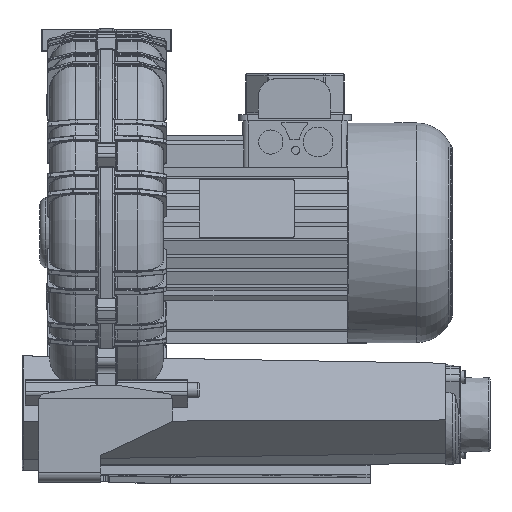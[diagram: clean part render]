
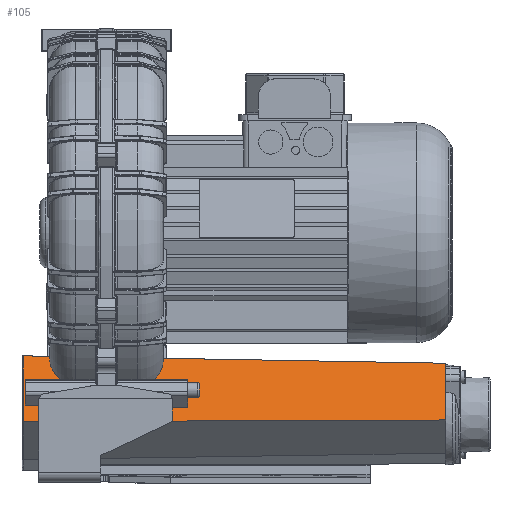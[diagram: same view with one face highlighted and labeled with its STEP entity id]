
A CAD part, front view. The second image highlights one B-rep face of the part: STEP entity #105.
In plain terms, the highlighted planar face has unit normal (0.018, -0.918, 0.396).
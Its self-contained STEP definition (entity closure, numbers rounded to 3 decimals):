
#105 = ADVANCED_FACE( '', ( #5273 ), #5274, .F. );
#5273 = FACE_OUTER_BOUND( '', #16123, .T. );
#5274 = PLANE( '', #16124 );
#16123 = EDGE_LOOP( '', ( #91582, #91583, #91584, #91585, #91586, #91587, #91588, #91589, #91590, #91591, #91592, #91593, #91594, #91595, #91596, #91597 ) );
#16124 = AXIS2_PLACEMENT_3D( '', #91598, #91599, #91600 );
#91582 = ORIENTED_EDGE( '', *, *, #129681, .F. );
#91583 = ORIENTED_EDGE( '', *, *, #129682, .T. );
#91584 = ORIENTED_EDGE( '', *, *, #129683, .F. );
#91585 = ORIENTED_EDGE( '', *, *, #129684, .F. );
#91586 = ORIENTED_EDGE( '', *, *, #129685, .F. );
#91587 = ORIENTED_EDGE( '', *, *, #129686, .T. );
#91588 = ORIENTED_EDGE( '', *, *, #129665, .F. );
#91589 = ORIENTED_EDGE( '', *, *, #129661, .F. );
#91590 = ORIENTED_EDGE( '', *, *, #129671, .F. );
#91591 = ORIENTED_EDGE( '', *, *, #129687, .T. );
#91592 = ORIENTED_EDGE( '', *, *, #129688, .T. );
#91593 = ORIENTED_EDGE( '', *, *, #129689, .F. );
#91594 = ORIENTED_EDGE( '', *, *, #129690, .F. );
#91595 = ORIENTED_EDGE( '', *, *, #129691, .F. );
#91596 = ORIENTED_EDGE( '', *, *, #129692, .F. );
#91597 = ORIENTED_EDGE( '', *, *, #129693, .T. );
#91598 = CARTESIAN_POINT( '', ( 124.647, -95.192, -100.909 ) );
#91599 = DIRECTION( '', ( -0.017, 0.918, -0.396 ) );
#91600 = DIRECTION( '', ( -0.999, 0., 0.044 ) );
#129661 = EDGE_CURVE( '', #142718, #142719, #142720, .T. );
#129665 = EDGE_CURVE( '', #142719, #142725, #142726, .T. );
#129671 = EDGE_CURVE( '', #142734, #142718, #142736, .T. );
#129681 = EDGE_CURVE( '', #142754, #142755, #142756, .T. );
#129682 = EDGE_CURVE( '', #142754, #142757, #142758, .T. );
#129683 = EDGE_CURVE( '', #142759, #142757, #142760, .F. );
#129684 = EDGE_CURVE( '', #142761, #142759, #142762, .F. );
#129685 = EDGE_CURVE( '', #142763, #142761, #142764, .F. );
#129686 = EDGE_CURVE( '', #142763, #142725, #142765, .T. );
#129687 = EDGE_CURVE( '', #142734, #142766, #142767, .T. );
#129688 = EDGE_CURVE( '', #142766, #142768, #142769, .T. );
#129689 = EDGE_CURVE( '', #142770, #142768, #142771, .F. );
#129690 = EDGE_CURVE( '', #142772, #142770, #142773, .T. );
#129691 = EDGE_CURVE( '', #142774, #142772, #142775, .T. );
#129692 = EDGE_CURVE( '', #142776, #142774, #142777, .F. );
#129693 = EDGE_CURVE( '', #142776, #142755, #142778, .T. );
#142718 = VERTEX_POINT( '', #163911 );
#142719 = VERTEX_POINT( '', #163912 );
#142720 = B_SPLINE_CURVE_WITH_KNOTS( '', 3, ( #163913, #163914, #163915, #163916, #163917, #163918, #163919, #163920, #163921, #163922, #163923, #163924, #163925, #163926 ), .UNSPECIFIED., .F., .F., ( 4, 2, 2, 2, 2, 2, 4 ), ( 0., 0.005, 0.007, 0.009, 0.014, 0.017, 0.019 ), .UNSPECIFIED. );
#142725 = VERTEX_POINT( '', #163948 );
#142726 = LINE( '', #163949, #163950 );
#142734 = VERTEX_POINT( '', #163961 );
#142736 = LINE( '', #163964, #163965 );
#142754 = VERTEX_POINT( '', #164004 );
#142755 = VERTEX_POINT( '', #164005 );
#142756 = LINE( '', #164006, #164007 );
#142757 = VERTEX_POINT( '', #164008 );
#142758 = LINE( '', #164009, #164010 );
#142759 = VERTEX_POINT( '', #164011 );
#142760 = LINE( '', #164012, #164013 );
#142761 = VERTEX_POINT( '', #164014 );
#142762 = LINE( '', #164015, #164016 );
#142763 = VERTEX_POINT( '', #164017 );
#142764 = LINE( '', #164018, #164019 );
#142765 = LINE( '', #164020, #164021 );
#142766 = VERTEX_POINT( '', #164022 );
#142767 = LINE( '', #164023, #164024 );
#142768 = VERTEX_POINT( '', #164025 );
#142769 = LINE( '', #164026, #164027 );
#142770 = VERTEX_POINT( '', #164028 );
#142771 = LINE( '', #164029, #164030 );
#142772 = VERTEX_POINT( '', #164031 );
#142773 = LINE( '', #164032, #164033 );
#142774 = VERTEX_POINT( '', #164034 );
#142775 = B_SPLINE_CURVE_WITH_KNOTS( '', 3, ( #164035, #164036, #164037, #164038, #164039, #164040, #164041, #164042, #164043, #164044, #164045, #164046, #164047, #164048 ), .UNSPECIFIED., .F., .F., ( 4, 2, 2, 2, 2, 2, 4 ), ( 0.134, 0.14, 0.142, 0.145, 0.15, 0.153, 0.155 ), .UNSPECIFIED. );
#142776 = VERTEX_POINT( '', #164049 );
#142777 = LINE( '', #164050, #164051 );
#142778 = LINE( '', #164052, #164053 );
#163911 = CARTESIAN_POINT( '', ( 91.031, -102.975, -117.495 ) );
#163912 = CARTESIAN_POINT( '', ( 98.581, -96.166, -102.02 ) );
#163913 = CARTESIAN_POINT( '', ( 91.031, -102.975, -117.495 ) );
#163914 = CARTESIAN_POINT( '', ( 92.246, -102.541, -116.54 ) );
#163915 = CARTESIAN_POINT( '', ( 93.317, -102.062, -115.477 ) );
#163916 = CARTESIAN_POINT( '', ( 94.723, -101.283, -113.729 ) );
#163917 = CARTESIAN_POINT( '', ( 95.158, -101.012, -113.121 ) );
#163918 = CARTESIAN_POINT( '', ( 95.96, -100.451, -111.852 ) );
#163919 = CARTESIAN_POINT( '', ( 96.32, -100.163, -111.201 ) );
#163920 = CARTESIAN_POINT( '', ( 97.281, -99.287, -109.209 ) );
#163921 = CARTESIAN_POINT( '', ( 97.764, -98.683, -107.826 ) );
#163922 = CARTESIAN_POINT( '', ( 98.254, -97.745, -105.672 ) );
#163923 = CARTESIAN_POINT( '', ( 98.377, -97.43, -104.945 ) );
#163924 = CARTESIAN_POINT( '', ( 98.54, -96.799, -103.489 ) );
#163925 = CARTESIAN_POINT( '', ( 98.581, -96.483, -102.756 ) );
#163926 = CARTESIAN_POINT( '', ( 98.581, -96.166, -102.02 ) );
#163948 = CARTESIAN_POINT( '', ( 98.581, -95.492, -100.454 ) );
#163949 = CARTESIAN_POINT( '', ( 98.581, -23.934, 65.683 ) );
#163950 = VECTOR( '', #221134, 1000. );
#163961 = CARTESIAN_POINT( '', ( 118.246, -102.45, -117.478 ) );
#163964 = CARTESIAN_POINT( '', ( 53.286, -103.702, -117.518 ) );
#163965 = VECTOR( '', #221142, 1000. );
#164004 = CARTESIAN_POINT( '', ( -13.335, -119.453, -151.148 ) );
#164005 = CARTESIAN_POINT( '', ( -13.335, -96.777, -98.501 ) );
#164006 = CARTESIAN_POINT( '', ( -13.335, -59.7, -12.418 ) );
#164007 = VECTOR( '', #221158, 1000. );
#164008 = CARTESIAN_POINT( '', ( 324.647, -112.452, -149.806 ) );
#164009 = CARTESIAN_POINT( '', ( 125.288, -116.582, -150.598 ) );
#164010 = VECTOR( '', #221159, 1000. );
#164011 = CARTESIAN_POINT( '', ( 324.647, -99.304, -119.281 ) );
#164012 = CARTESIAN_POINT( '', ( 324.647, -40.428, 17.413 ) );
#164013 = VECTOR( '', #221160, 1000. );
#164014 = CARTESIAN_POINT( '', ( 324.647, -95.569, -110.609 ) );
#164015 = CARTESIAN_POINT( '', ( 324.647, -40.428, 17.413 ) );
#164016 = VECTOR( '', #221161, 1000. );
#164017 = CARTESIAN_POINT( '', ( 324.647, -92.895, -104.4 ) );
#164018 = CARTESIAN_POINT( '', ( 324.647, -40.428, 17.413 ) );
#164019 = VECTOR( '', #221162, 1000. );
#164020 = CARTESIAN_POINT( '', ( 124.647, -95.192, -100.909 ) );
#164021 = VECTOR( '', #221163, 1000. );
#164022 = CARTESIAN_POINT( '', ( 118.246, -112., -139.649 ) );
#164023 = CARTESIAN_POINT( '', ( 118.246, -95.295, -100.865 ) );
#164024 = VECTOR( '', #221164, 1000. );
#164025 = CARTESIAN_POINT( '', ( -11.754, -113.686, -137.828 ) );
#164026 = CARTESIAN_POINT( '', ( 124.32, -111.921, -139.734 ) );
#164027 = VECTOR( '', #221165, 1000. );
#164028 = CARTESIAN_POINT( '', ( -11.754, -104.955, -117.557 ) );
#164029 = CARTESIAN_POINT( '', ( -11.754, -45.821, 19.736 ) );
#164030 = VECTOR( '', #221166, 1000. );
#164031 = CARTESIAN_POINT( '', ( 16.652, -104.408, -117.54 ) );
#164032 = CARTESIAN_POINT( '', ( 53.286, -103.702, -117.518 ) );
#164033 = VECTOR( '', #221167, 1000. );
#164034 = CARTESIAN_POINT( '', ( 7.815, -97.389, -100.854 ) );
#164035 = CARTESIAN_POINT( '', ( 7.815, -97.389, -100.854 ) );
#164036 = CARTESIAN_POINT( '', ( 7.815, -98.083, -102.466 ) );
#164037 = CARTESIAN_POINT( '', ( 8.007, -98.762, -104.049 ) );
#164038 = CARTESIAN_POINT( '', ( 8.577, -99.755, -106.382 ) );
#164039 = CARTESIAN_POINT( '', ( 8.814, -100.083, -107.153 ) );
#164040 = CARTESIAN_POINT( '', ( 9.389, -100.729, -108.679 ) );
#164041 = CARTESIAN_POINT( '', ( 9.722, -101.043, -109.421 ) );
#164042 = CARTESIAN_POINT( '', ( 10.848, -101.951, -111.579 ) );
#164043 = CARTESIAN_POINT( '', ( 11.771, -102.515, -112.93 ) );
#164044 = CARTESIAN_POINT( '', ( 13.433, -103.296, -114.816 ) );
#164045 = CARTESIAN_POINT( '', ( 14.025, -103.541, -115.411 ) );
#164046 = CARTESIAN_POINT( '', ( 15.283, -103.998, -116.529 ) );
#164047 = CARTESIAN_POINT( '', ( 15.948, -104.211, -117.053 ) );
#164048 = CARTESIAN_POINT( '', ( 16.652, -104.408, -117.54 ) );
#164049 = CARTESIAN_POINT( '', ( 7.815, -96.534, -98.87 ) );
#164050 = CARTESIAN_POINT( '', ( 7.815, -23.568, 70.538 ) );
#164051 = VECTOR( '', #221168, 1000. );
#164052 = CARTESIAN_POINT( '', ( 124.647, -95.192, -100.909 ) );
#164053 = VECTOR( '', #221169, 1000. );
#221134 = DIRECTION( '', ( 0., 0.396, 0.918 ) );
#221142 = DIRECTION( '', ( -1., -0.019, -0.001 ) );
#221158 = DIRECTION( '', ( 0., 0.396, 0.918 ) );
#221159 = DIRECTION( '', ( 1., 0.021, 0.004 ) );
#221160 = DIRECTION( '', ( 0., 0.396, 0.918 ) );
#221161 = DIRECTION( '', ( 0., 0.396, 0.918 ) );
#221162 = DIRECTION( '', ( 0., 0.396, 0.918 ) );
#221163 = DIRECTION( '', ( -1., -0.011, 0.017 ) );
#221164 = DIRECTION( '', ( 0., -0.396, -0.918 ) );
#221165 = DIRECTION( '', ( -1., -0.013, 0.014 ) );
#221166 = DIRECTION( '', ( 0., 0.396, 0.918 ) );
#221167 = DIRECTION( '', ( -1., -0.019, -0.001 ) );
#221168 = DIRECTION( '', ( 0., 0.396, 0.918 ) );
#221169 = DIRECTION( '', ( -1., -0.011, 0.017 ) );
